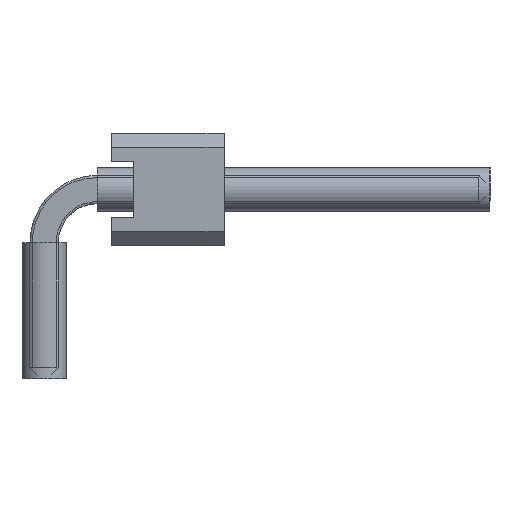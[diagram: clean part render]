
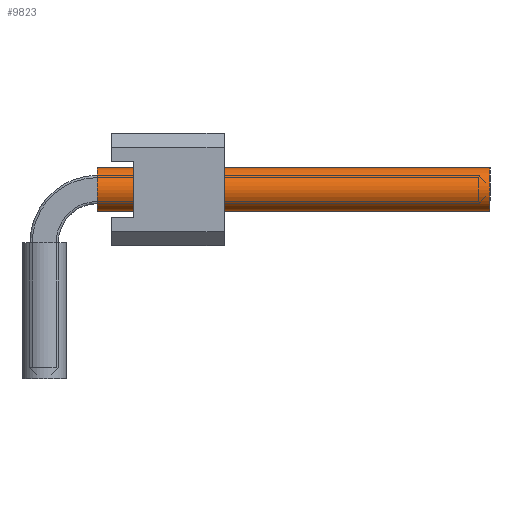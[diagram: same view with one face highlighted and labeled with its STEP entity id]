
A CAD part, left-side view. The second image highlights one B-rep face of the part: STEP entity #9823.
In plain terms, the highlighted cylindrical face has radius 0.5 mm (diameter 1 mm), a full revolution.
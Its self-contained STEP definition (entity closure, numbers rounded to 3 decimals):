
#5536=ORIENTED_EDGE('',*,*,#6936,.F.);
#5537=ORIENTED_EDGE('',*,*,#6937,.T.);
#6936=EDGE_CURVE('',#7868,#7868,#8136,.T.);
#6937=EDGE_CURVE('',#7869,#7869,#8137,.T.);
#7868=VERTEX_POINT('',#16159);
#7869=VERTEX_POINT('',#16161);
#8136=CIRCLE('',#10623,0.5);
#8137=CIRCLE('',#10624,0.5);
#8674=EDGE_LOOP('',(#5536));
#8675=EDGE_LOOP('',(#5537));
#9212=FACE_BOUND('',#8674,.T.);
#9213=FACE_BOUND('',#8675,.T.);
#9349=CYLINDRICAL_SURFACE('',#10622,0.5);
#9823=ADVANCED_FACE('',(#9212,#9213),#9349,.F.);
#10622=AXIS2_PLACEMENT_3D('',#16157,#13286,#13287);
#10623=AXIS2_PLACEMENT_3D('',#16158,#13288,#13289);
#10624=AXIS2_PLACEMENT_3D('',#16160,#13290,#13291);
#13286=DIRECTION('',(1.,0.,0.));
#13287=DIRECTION('',(0.,0.,-1.));
#13288=DIRECTION('',(-1.,0.,0.));
#13289=DIRECTION('',(0.,0.,1.));
#13290=DIRECTION('',(-1.,0.,0.));
#13291=DIRECTION('',(0.,0.,1.));
#16157=CARTESIAN_POINT('',(1.2,0.,4.27));
#16158=CARTESIAN_POINT('',(10.06,0.,4.27));
#16159=CARTESIAN_POINT('',(10.06,0.,4.77));
#16160=CARTESIAN_POINT('',(1.2,0.,4.27));
#16161=CARTESIAN_POINT('',(1.2,0.,4.77));
